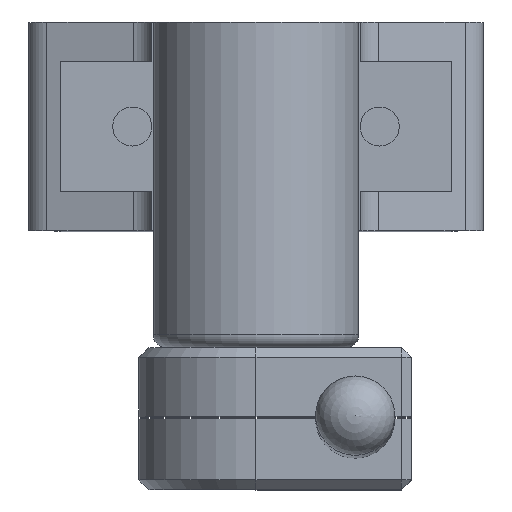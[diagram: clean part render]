
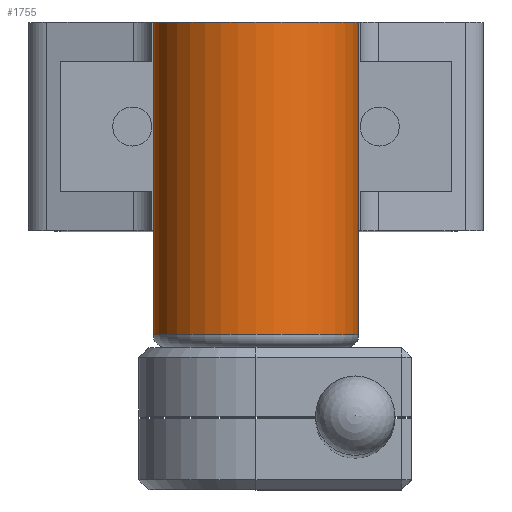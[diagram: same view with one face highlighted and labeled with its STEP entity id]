
A CAD part, top view. The second image highlights one B-rep face of the part: STEP entity #1755.
In plain terms, the highlighted cylindrical face has radius 7.9 mm (diameter 15.8 mm), a partial arc.
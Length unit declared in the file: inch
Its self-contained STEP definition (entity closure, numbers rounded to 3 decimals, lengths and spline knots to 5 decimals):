
#110 = CARTESIAN_POINT ( 'NONE',  ( -0.31102, 0., 0.70866 ) ) ;
#124 = CARTESIAN_POINT ( 'NONE',  ( 0., -0.94488, 0.70866 ) ) ;
#162 = CARTESIAN_POINT ( 'NONE',  ( 0.31102, 0., 0.70866 ) ) ;
#371 = LINE ( 'NONE', #2208, #1403 ) ;
#422 = VERTEX_POINT ( 'NONE', #110 ) ;
#443 = DIRECTION ( 'NONE',  ( 0., 0., -1. ) ) ;
#472 = DIRECTION ( 'NONE',  ( 0., -1., 0. ) ) ;
#523 = VERTEX_POINT ( 'NONE', #1418 ) ;
#570 = AXIS2_PLACEMENT_3D ( 'NONE', #1358, #2249, #1416 ) ;
#664 = ORIENTED_EDGE ( 'NONE', *, *, #1334, .T. ) ;
#750 = CARTESIAN_POINT ( 'NONE',  ( 0.31102, -0.62992, 0.70866 ) ) ;
#807 = LINE ( 'NONE', #2270, #2351 ) ;
#809 = ORIENTED_EDGE ( 'NONE', *, *, #2090, .T. ) ;
#829 = LINE ( 'NONE', #2108, #2032 ) ;
#1201 = ORIENTED_EDGE ( 'NONE', *, *, #3088, .T. ) ;
#1206 = CARTESIAN_POINT ( 'NONE',  ( 0., 0., 0.70866 ) ) ;
#1300 = VERTEX_POINT ( 'NONE', #750 ) ;
#1334 = EDGE_CURVE ( 'NONE', #523, #2580, #807, .T. ) ;
#1358 = CARTESIAN_POINT ( 'NONE',  ( 0., 0., 0.70866 ) ) ;
#1367 = EDGE_LOOP ( 'NONE', ( #3408, #1684, #3445, #664, #809, #1201 ) ) ;
#1403 = VECTOR ( 'NONE', #1909, 39.37008 ) ;
#1416 = DIRECTION ( 'NONE',  ( 0., 0., -1. ) ) ;
#1418 = CARTESIAN_POINT ( 'NONE',  ( -0.31102, -0.62992, 0.70866 ) ) ;
#1439 = EDGE_CURVE ( 'NONE', #422, #523, #829, .T. ) ;
#1497 = EDGE_CURVE ( 'NONE', #1300, #2058, #371, .T. ) ;
#1684 = ORIENTED_EDGE ( 'NONE', *, *, #2955, .T. ) ;
#1755 = ADVANCED_FACE ( 'NONE', ( #3943 ), #2101, .T. ) ;
#1909 = DIRECTION ( 'NONE',  ( 0., 1., 0. ) ) ;
#2032 = VECTOR ( 'NONE', #2065, 39.37008 ) ;
#2058 = VERTEX_POINT ( 'NONE', #162 ) ;
#2065 = DIRECTION ( 'NONE',  ( 0., -1., 0. ) ) ;
#2068 = CARTESIAN_POINT ( 'NONE',  ( -0.31102, -0.94488, 0.70866 ) ) ;
#2090 = EDGE_CURVE ( 'NONE', #2580, #2241, #3126, .T. ) ;
#2101 = CYLINDRICAL_SURFACE ( 'NONE', #3053, 0.31102 ) ;
#2108 = CARTESIAN_POINT ( 'NONE',  ( -0.31102, 0., 0.70866 ) ) ;
#2208 = CARTESIAN_POINT ( 'NONE',  ( 0.31102, 0., 0.70866 ) ) ;
#2241 = VERTEX_POINT ( 'NONE', #3293 ) ;
#2249 = DIRECTION ( 'NONE',  ( 0., -1., 0. ) ) ;
#2270 = CARTESIAN_POINT ( 'NONE',  ( -0.31102, 0., 0.70866 ) ) ;
#2351 = VECTOR ( 'NONE', #472, 39.37008 ) ;
#2360 = VECTOR ( 'NONE', #3664, 39.37008 ) ;
#2449 = LINE ( 'NONE', #3086, #2360 ) ;
#2487 = AXIS2_PLACEMENT_3D ( 'NONE', #124, #3795, #443 ) ;
#2580 = VERTEX_POINT ( 'NONE', #2068 ) ;
#2643 = DIRECTION ( 'NONE',  ( 0., -1., 0. ) ) ;
#2955 = EDGE_CURVE ( 'NONE', #2058, #422, #3386, .T. ) ;
#3053 = AXIS2_PLACEMENT_3D ( 'NONE', #1206, #2643, #3886 ) ;
#3086 = CARTESIAN_POINT ( 'NONE',  ( 0.31102, 0., 0.70866 ) ) ;
#3088 = EDGE_CURVE ( 'NONE', #2241, #1300, #2449, .T. ) ;
#3126 = CIRCLE ( 'NONE', #2487, 0.31102 ) ;
#3293 = CARTESIAN_POINT ( 'NONE',  ( 0.31102, -0.94488, 0.70866 ) ) ;
#3386 = CIRCLE ( 'NONE', #570, 0.31102 ) ;
#3408 = ORIENTED_EDGE ( 'NONE', *, *, #1497, .T. ) ;
#3445 = ORIENTED_EDGE ( 'NONE', *, *, #1439, .T. ) ;
#3664 = DIRECTION ( 'NONE',  ( 0., 1., 0. ) ) ;
#3795 = DIRECTION ( 'NONE',  ( 0., 1., 0. ) ) ;
#3886 = DIRECTION ( 'NONE',  ( 0., 0., -1. ) ) ;
#3943 = FACE_OUTER_BOUND ( 'NONE', #1367, .T. ) ;
